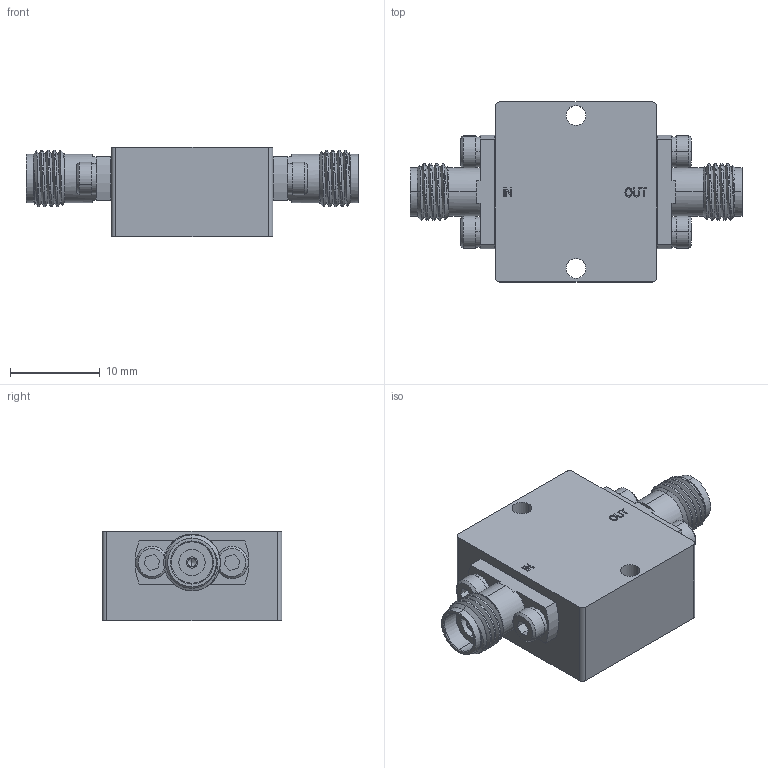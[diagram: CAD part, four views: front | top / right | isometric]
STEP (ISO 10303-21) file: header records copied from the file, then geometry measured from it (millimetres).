
FILE_DESCRIPTION (( 'STEP AP214' ), '1' );
FILE_NAME ('FMLM2014_3D.step', '2025-04-09T15:13:02', ( '' ), ( '' ), 'SwSTEP 2.0', 'SolidWorks 2022', '' );
FILE_SCHEMA (( 'AUTOMOTIVE_DESIGN' ));
Length unit declared in the file: millimetre
Products named in the file (1): FMLM2014_3D
Bounding box: 36.92 x 20 x 10 mm (x, y, z)
Volume: 3599.7 mm3; surface area: 3360.2 mm2
Topology: 1 solids, 14 shells, 739 faces, 1772 edges, 1145 vertices
Faces by surface type: cylinder 344, plane 310, cone 42, torus 24, bspline 19
Entity records: 23775 total; most frequent: CARTESIAN_POINT 6133, DIRECTION 3855, ORIENTED_EDGE 3520, EDGE_CURVE 1760, AXIS2_PLACEMENT_3D 1493, VERTEX_POINT 1145, EDGE_LOOP 879, LINE 869
